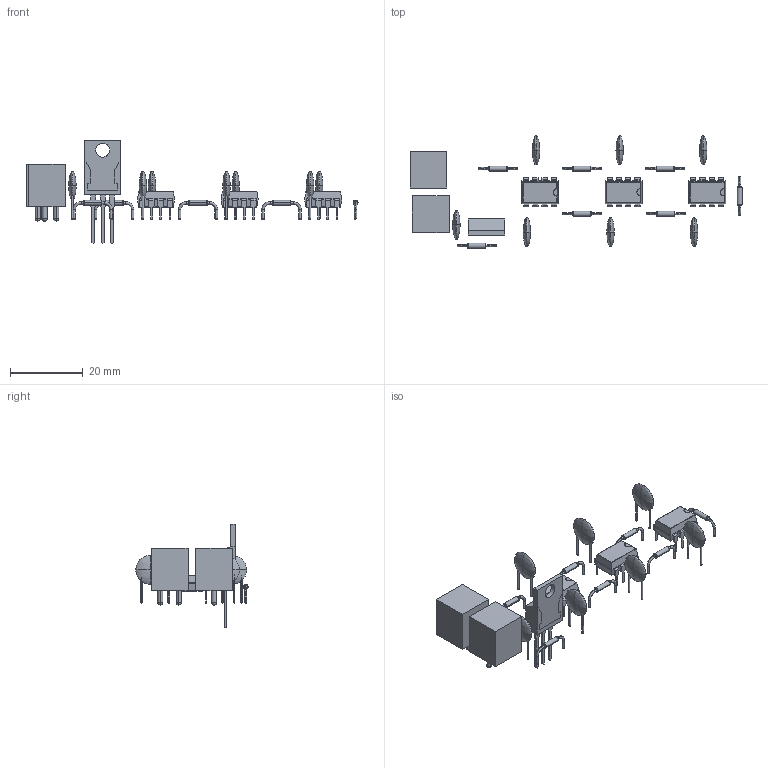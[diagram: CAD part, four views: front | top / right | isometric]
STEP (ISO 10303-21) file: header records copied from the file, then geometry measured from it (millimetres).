
FILE_DESCRIPTION(('PCB Model'),'2;1');
FILE_NAME('Placa_control.STEP','2021-12-04T18:36:19',('kevin'),( 'Unspecified'),'Open CASCADE STEP processor 6.8','Proteus','Unknown' );
FILE_SCHEMA(('CONFIG_CONTROL_DESIGN','SHAPE_APPEARANCE_LAYER_MIM'));
Length unit declared in the file: millimetre
Products named in the file (39): Open CASCADE STEP translator 6.8 1; Open CASCADE STEP translator 6.8 1.1; Open CASCADE STEP translator 6.8 1.1.1; Body_1; Open CASCADE STEP translator 6.8 1.2; Open CASCADE STEP translator 6.8 1.2.1; Pin_1; Pin_2; Open CASCADE STEP translator 6.8 1.3; Open CASCADE STEP translator 6.8 1.4; Open CASCADE STEP translator 6.8 1.4.1; Open CASCADE STEP translator 6.8 1.5; Open CASCADE STEP translator 6.8 1.6; Open CASCADE STEP translator 6.8 1.6.1; Open CASCADE STEP translator 6.8 1.7; Open CASCADE STEP translator 6.8 1.8; Open CASCADE STEP translator 6.8 1.9; Open CASCADE STEP translator 6.8 1.10; Open CASCADE STEP translator 6.8 1.10.1; Open CASCADE STEP translator 6.8 1.11; Open CASCADE STEP translator 6.8 1.12; Open CASCADE STEP translator 6.8 1.13; Open CASCADE STEP translator 6.8 1.14; Open CASCADE STEP translator 6.8 1.15; Open CASCADE STEP translator 6.8 1.16; Open CASCADE STEP translator 6.8 1.16.1; Open CASCADE STEP translator 6.8 1.17; Open CASCADE STEP translator 6.8 1.18; Open CASCADE STEP translator 6.8 1.18.1; Open CASCADE STEP translator 6.8 1.19; Open CASCADE STEP translator 6.8 1.20
Assembly tree (53 placements, depth 4):
  Open CASCADE STEP translator 6.8 1
    Open CASCADE STEP translator 6.8 1.1
      Open CASCADE STEP translator 6.8 1.1.1
        Body_1
    Open CASCADE STEP translator 6.8 1.2
      Open CASCADE STEP translator 6.8 1.2.1
        Body_1
        Pin_1
        Pin_2
    Open CASCADE STEP translator 6.8 1.3
      Open CASCADE STEP translator 6.8 1.2.1
        Body_1
        Pin_1
        Pin_2
    Open CASCADE STEP translator 6.8 1.4
      Open CASCADE STEP translator 6.8 1.4.1
        Body_1
        Pin_1
        Pin_2
    Open CASCADE STEP translator 6.8 1.5
      Open CASCADE STEP translator 6.8 1.4.1
        Body_1
        Pin_1
        Pin_2
    Open CASCADE STEP translator 6.8 1.6
      Open CASCADE STEP translator 6.8 1.6.1
        Body_1
    Open CASCADE STEP translator 6.8 1.7
      Open CASCADE STEP translator 6.8 1.2.1
        Body_1
        Pin_1
        Pin_2
    Open CASCADE STEP translator 6.8 1.8
      Open CASCADE STEP translator 6.8 1.2.1
        Body_1
        Pin_1
        Pin_2
    Open CASCADE STEP translator 6.8 1.9
      Open CASCADE STEP translator 6.8 1.4.1
        Body_1
        Pin_1
        Pin_2
    Open CASCADE STEP translator 6.8 1.10
      Open CASCADE STEP translator 6.8 1.10.1
        Body_1
    Open CASCADE STEP translator 6.8 1.11
      Open CASCADE STEP translator 6.8 1.2.1
        Body_1
        Pin_1
        Pin_2
    Open CASCADE STEP translator 6.8 1.12
      Open CASCADE STEP translator 6.8 1.2.1
        Body_1
        Pin_1
        Pin_2
    Open CASCADE STEP translator 6.8 1.13
      Open CASCADE STEP translator 6.8 1.4.1
        Body_1
        Pin_1
        Pin_2
Bounding box: 91.37 x 30.93 x 28.62 mm (x, y, z)
Volume: 4337.8 mm3; surface area: 4580 mm2
Topology: 52 solids, 52 shells, 910 faces, 2265 edges, 1278 vertices
Faces by surface type: plane 453, cylinder 175, sphere 128, bspline 112, torus 28, extrusion 14
Entity records: 12119 total; most frequent: CARTESIAN_POINT 1866, ORIENTED_EDGE 1338, DIRECTION 1304, EDGE_CURVE 669, VECTOR 500, LINE 498, VERTEX_POINT 422, AXIS2_PLACEMENT_3D 402
